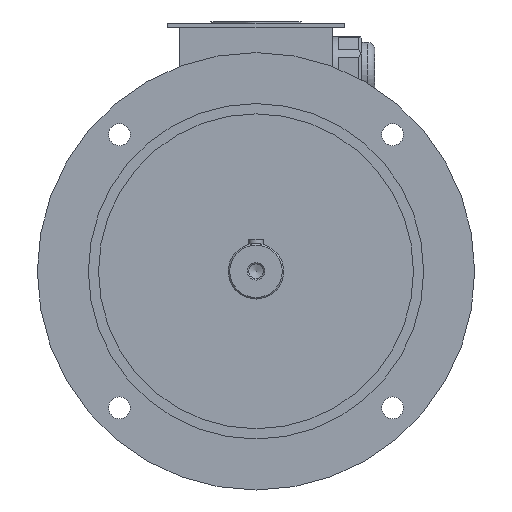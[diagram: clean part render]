
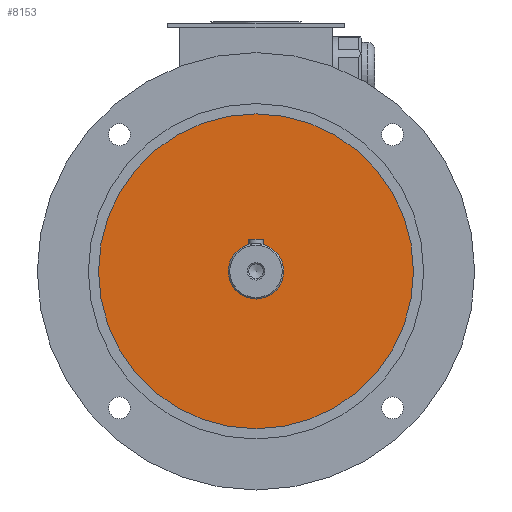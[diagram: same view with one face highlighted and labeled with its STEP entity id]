
A CAD part, front view. The second image highlights one B-rep face of the part: STEP entity #8153.
In plain terms, the highlighted planar face has unit normal (0, -1, 0).
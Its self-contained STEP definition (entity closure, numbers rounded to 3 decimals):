
#219=CIRCLE('',#8501,108.);
#222=CIRCLE('',#8507,19.);
#481=ORIENTED_EDGE('',*,*,#2256,.T.);
#482=ORIENTED_EDGE('',*,*,#2259,.T.);
#2256=EDGE_CURVE('',#3146,#3146,#219,.T.);
#2259=EDGE_CURVE('',#3149,#3149,#222,.T.);
#3146=VERTEX_POINT('',#10898);
#3149=VERTEX_POINT('',#10907);
#4862=EDGE_LOOP('',(#481));
#4863=EDGE_LOOP('',(#482));
#5237=FACE_BOUND('',#4862,.T.);
#5238=FACE_BOUND('',#4863,.T.);
#5600=PLANE('',#8506);
#8153=ADVANCED_FACE('',(#5237,#5238),#5600,.F.);
#8501=AXIS2_PLACEMENT_3D('',#10897,#9135,#9136);
#8506=AXIS2_PLACEMENT_3D('',#10905,#9145,#9146);
#8507=AXIS2_PLACEMENT_3D('',#10906,#9147,#9148);
#9135=DIRECTION('',(0.,-1.,0.));
#9136=DIRECTION('',(1.,0.,0.));
#9145=DIRECTION('',(0.,1.,0.));
#9146=DIRECTION('',(0.,0.,1.));
#9147=DIRECTION('',(0.,1.,0.));
#9148=DIRECTION('',(1.,0.,0.));
#10897=CARTESIAN_POINT('',(0.,-40.,0.));
#10898=CARTESIAN_POINT('',(108.,-40.,0.));
#10905=CARTESIAN_POINT('',(0.,-40.,0.));
#10906=CARTESIAN_POINT('',(0.,-40.,0.));
#10907=CARTESIAN_POINT('',(19.,-40.,0.));
